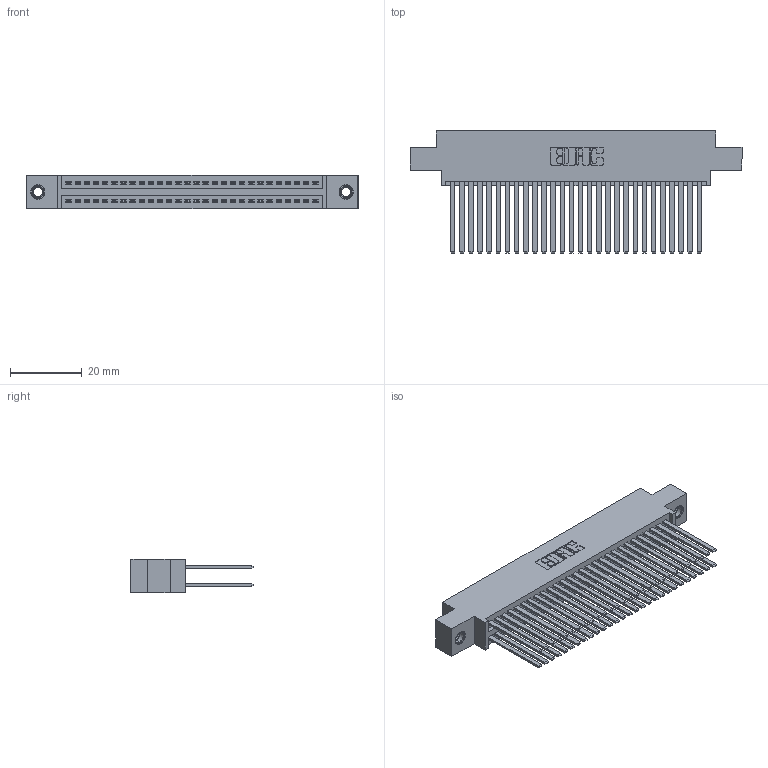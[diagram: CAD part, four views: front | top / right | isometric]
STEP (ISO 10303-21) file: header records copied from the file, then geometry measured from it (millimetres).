
FILE_DESCRIPTION (( 'STEP AP203' ), '1' );
FILE_NAME ('395-056-544-807.STEP', '2019-10-19T19:07:25', ( '' ), ( '' ), 'SwSTEP 2.0', 'SolidWorks 2016', '' );
FILE_SCHEMA (( 'CONFIG_CONTROL_DESIGN' ));
Length unit declared in the file: inch
Products named in the file (4): 345 Part_0.170 Offset - 0.156 Dia-TI; 345-292-001_345-293-144; 345-250-001_345-250-005-103; 395-056-544-807
Assembly tree (59 placements, depth 2):
  395-056-544-807
    345 Part_0.170 Offset - 0.156 Dia-TI
    345-292-001_345-293-144  x56
    345-250-001_345-250-005-103  x2
Bounding box: 92.33 x 33.96 x 9.4 mm (x, y, z)
Volume: 9497.1 mm3; surface area: 16239.3 mm2
Topology: 59 solids, 59 shells, 2654 faces, 7825 edges, 5134 vertices
Faces by surface type: plane 1740, cylinder 898, cone 12, torus 4
Entity records: 24988 total; most frequent: CARTESIAN_POINT 4183, ORIENTED_EDGE 4110, DIRECTION 3729, EDGE_CURVE 2055, VECTOR 1795, LINE 1795, VERTEX_POINT 1364, AXIS2_PLACEMENT_3D 967
